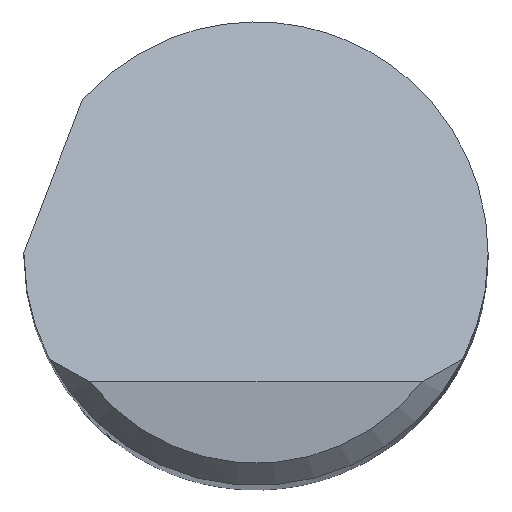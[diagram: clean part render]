
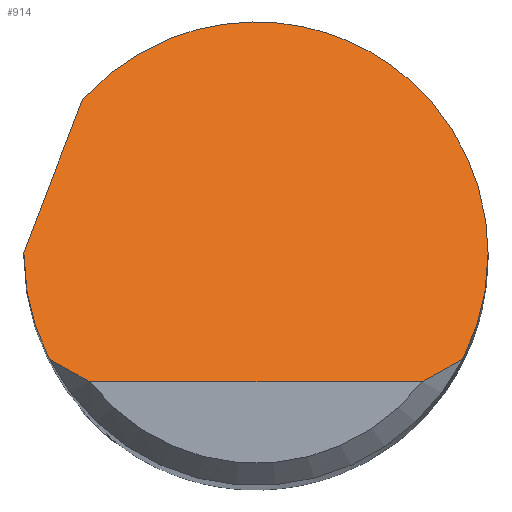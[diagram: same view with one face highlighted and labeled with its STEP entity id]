
A CAD part, top view. The second image highlights one B-rep face of the part: STEP entity #914.
In plain terms, the highlighted planar face has unit normal (0, 0.707, 0.707).
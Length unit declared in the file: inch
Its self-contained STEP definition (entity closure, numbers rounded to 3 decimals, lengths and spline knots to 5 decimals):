
#10 =( BOUNDED_CURVE ( )  B_SPLINE_CURVE ( 3, ( #624, #559, #853, #340 ),
 .UNSPECIFIED., .F., .T. ) 
 B_SPLINE_CURVE_WITH_KNOTS ( ( 4, 4 ),
 ( 5.4382, 7.85398 ),
 .UNSPECIFIED. ) 
 CURVE ( )  GEOMETRIC_REPRESENTATION_ITEM ( )  RATIONAL_B_SPLINE_CURVE ( ( 1., 0.57, 0.57, 1. ) ) 
 REPRESENTATION_ITEM ( '' )  );
#13 = ORIENTED_EDGE ( 'NONE', *, *, #508, .F. ) ;
#24 = CARTESIAN_POINT ( 'NONE',  ( -0.15625, 0.001, 1.91275 ) ) ;
#30 = DIRECTION ( 'NONE',  ( 0., 0.707, -0.707 ) ) ;
#31 = CARTESIAN_POINT ( 'NONE',  ( -0.13906, -0.07125, 1.985 ) ) ;
#35 = B_SPLINE_CURVE_WITH_KNOTS ( 'NONE', 3,
 ( #235, #672, #528, #769 ),
 .UNSPECIFIED., .F., .F.,
 ( 4, 4 ),
 ( 0., 0.00088 ),
 .UNSPECIFIED. ) ;
#37 = CARTESIAN_POINT ( 'NONE',  ( -0.15625, -0.08625, 2. ) ) ;
#48 = CARTESIAN_POINT ( 'NONE',  ( -0.18741, -0.08028, 1.99403 ) ) ;
#53 = VECTOR ( 'NONE', #177, 39.37008 ) ;
#56 = EDGE_CURVE ( 'NONE', #474, #277, #75, .T. ) ;
#61 = ORIENTED_EDGE ( 'NONE', *, *, #179, .T. ) ;
#68 = EDGE_CURVE ( 'NONE', #806, #222, #35, .T. ) ;
#75 =( BOUNDED_CURVE ( )  B_SPLINE_CURVE ( 3, ( #31, #170, #533, #905 ),
 .UNSPECIFIED., .F., .T. ) 
 B_SPLINE_CURVE_WITH_KNOTS ( ( 4, 4 ),
 ( 4.23889, 4.71239 ),
 .UNSPECIFIED. ) 
 CURVE ( )  GEOMETRIC_REPRESENTATION_ITEM ( )  RATIONAL_B_SPLINE_CURVE ( ( 1., 0.981, 0.981, 1. ) ) 
 REPRESENTATION_ITEM ( '' )  );
#86 = ORIENTED_EDGE ( 'NONE', *, *, #56, .F. ) ;
#125 = CARTESIAN_POINT ( 'NONE',  ( 0., -0.08625, 2. ) ) ;
#136 = ORIENTED_EDGE ( 'NONE', *, *, #226, .F. ) ;
#156 = VERTEX_POINT ( 'NONE', #180 ) ;
#170 = CARTESIAN_POINT ( 'NONE',  ( -0.15041, -0.04909, 1.96284 ) ) ;
#177 = DIRECTION ( 'NONE',  ( 0.262, 0.682, -0.682 ) ) ;
#179 = EDGE_CURVE ( 'NONE', #474, #444, #329, .T. ) ;
#180 = CARTESIAN_POINT ( 'NONE',  ( -0.11687, 0.10371, 1.81004 ) ) ;
#221 = PLANE ( 'NONE',  #687 ) ;
#222 = VERTEX_POINT ( 'NONE', #782 ) ;
#226 = EDGE_CURVE ( 'NONE', #156, #641, #10, .T. ) ;
#235 = CARTESIAN_POINT ( 'NONE',  ( 0.11186, -0.08625, 2. ) ) ;
#238 = EDGE_CURVE ( 'NONE', #444, #806, #776, .T. ) ;
#251 = CARTESIAN_POINT ( 'NONE',  ( 0.15625, 0., 1.91375 ) ) ;
#254 = CARTESIAN_POINT ( 'NONE',  ( 0.15625, -0.02489, 1.93864 ) ) ;
#277 = VERTEX_POINT ( 'NONE', #493 ) ;
#285 = CARTESIAN_POINT ( 'NONE',  ( -0.15625, 0.001, 1.91275 ) ) ;
#313 = LINE ( 'NONE', #48, #53 ) ;
#329 = B_SPLINE_CURVE_WITH_KNOTS ( 'NONE', 3,
 ( #621, #415, #714, #567 ),
 .UNSPECIFIED., .F., .F.,
 ( 4, 4 ),
 ( 0., 0.00088 ),
 .UNSPECIFIED. ) ;
#340 = CARTESIAN_POINT ( 'NONE',  ( 0.15625, 0., 1.91375 ) ) ;
#352 = ORIENTED_EDGE ( 'NONE', *, *, #68, .T. ) ;
#359 =( BOUNDED_CURVE ( )  B_SPLINE_CURVE ( 3, ( #251, #254, #471, #861 ),
 .UNSPECIFIED., .F., .T. ) 
 B_SPLINE_CURVE_WITH_KNOTS ( ( 4, 4 ),
 ( 1.5708, 2.04429 ),
 .UNSPECIFIED. ) 
 CURVE ( )  GEOMETRIC_REPRESENTATION_ITEM ( )  RATIONAL_B_SPLINE_CURVE ( ( 1., 0.981, 0.981, 1. ) ) 
 REPRESENTATION_ITEM ( '' )  );
#375 = FACE_OUTER_BOUND ( 'NONE', #590, .T. ) ;
#405 = DIRECTION ( 'NONE',  ( 1., 0., 0. ) ) ;
#411 = ORIENTED_EDGE ( 'NONE', *, *, #932, .F. ) ;
#415 = CARTESIAN_POINT ( 'NONE',  ( -0.13035, -0.07657, 1.99032 ) ) ;
#444 = VERTEX_POINT ( 'NONE', #661 ) ;
#448 = CARTESIAN_POINT ( 'NONE',  ( -0.15625, 0., 1.91375 ) ) ;
#462 = ORIENTED_EDGE ( 'NONE', *, *, #680, .F. ) ;
#471 = CARTESIAN_POINT ( 'NONE',  ( 0.15041, -0.04909, 1.96284 ) ) ;
#474 = VERTEX_POINT ( 'NONE', #821 ) ;
#493 = CARTESIAN_POINT ( 'NONE',  ( -0.15625, 0., 1.91375 ) ) ;
#508 = EDGE_CURVE ( 'NONE', #641, #222, #359, .T. ) ;
#528 = CARTESIAN_POINT ( 'NONE',  ( 0.13035, -0.07657, 1.99032 ) ) ;
#533 = CARTESIAN_POINT ( 'NONE',  ( -0.15625, -0.02489, 1.93864 ) ) ;
#550 = CARTESIAN_POINT ( 'NONE',  ( 0.15625, 0., 1.91375 ) ) ;
#559 = CARTESIAN_POINT ( 'NONE',  ( -0.00347, 0.2315, 1.68225 ) ) ;
#567 = CARTESIAN_POINT ( 'NONE',  ( -0.11186, -0.08625, 2. ) ) ;
#568 = VECTOR ( 'NONE', #405, 39.37008 ) ;
#590 = EDGE_LOOP ( 'NONE', ( #695, #352, #13, #136, #462, #411, #86, #61 ) ) ;
#621 = CARTESIAN_POINT ( 'NONE',  ( -0.13906, -0.07125, 1.985 ) ) ;
#624 = CARTESIAN_POINT ( 'NONE',  ( -0.11687, 0.10371, 1.81004 ) ) ;
#641 = VERTEX_POINT ( 'NONE', #550 ) ;
#659 = CARTESIAN_POINT ( 'NONE',  ( -0.15625, 0.00033, 1.91342 ) ) ;
#661 = CARTESIAN_POINT ( 'NONE',  ( -0.11186, -0.08625, 2. ) ) ;
#672 = CARTESIAN_POINT ( 'NONE',  ( 0.12131, -0.0816, 1.99535 ) ) ;
#680 = EDGE_CURVE ( 'NONE', #778, #156, #313, .T. ) ;
#687 = AXIS2_PLACEMENT_3D ( 'NONE', #37, #739, #30 ) ;
#695 = ORIENTED_EDGE ( 'NONE', *, *, #238, .T. ) ;
#714 = CARTESIAN_POINT ( 'NONE',  ( -0.12131, -0.0816, 1.99535 ) ) ;
#739 = DIRECTION ( 'NONE',  ( 0., -0.707, -0.707 ) ) ;
#769 = CARTESIAN_POINT ( 'NONE',  ( 0.13906, -0.07125, 1.985 ) ) ;
#776 = LINE ( 'NONE', #125, #568 ) ;
#778 = VERTEX_POINT ( 'NONE', #285 ) ;
#782 = CARTESIAN_POINT ( 'NONE',  ( 0.13906, -0.07125, 1.985 ) ) ;
#806 = VERTEX_POINT ( 'NONE', #934 ) ;
#817 =( BOUNDED_CURVE ( )  B_SPLINE_CURVE ( 3, ( #448, #659, #904, #24 ),
 .UNSPECIFIED., .F., .F. ) 
 B_SPLINE_CURVE_WITH_KNOTS ( ( 4, 4 ),
 ( 4.71239, 4.71879 ),
 .UNSPECIFIED. ) 
 CURVE ( )  GEOMETRIC_REPRESENTATION_ITEM ( )  RATIONAL_B_SPLINE_CURVE ( ( 1., 1., 1., 1. ) ) 
 REPRESENTATION_ITEM ( '' )  );
#821 = CARTESIAN_POINT ( 'NONE',  ( -0.13906, -0.07125, 1.985 ) ) ;
#853 = CARTESIAN_POINT ( 'NONE',  ( 0.15625, 0.17085, 1.7429 ) ) ;
#861 = CARTESIAN_POINT ( 'NONE',  ( 0.13906, -0.07125, 1.985 ) ) ;
#904 = CARTESIAN_POINT ( 'NONE',  ( -0.15625, 0.00067, 1.91308 ) ) ;
#905 = CARTESIAN_POINT ( 'NONE',  ( -0.15625, 0., 1.91375 ) ) ;
#914 = ADVANCED_FACE ( 'NONE', ( #375 ), #221, .F. ) ;
#932 = EDGE_CURVE ( 'NONE', #277, #778, #817, .T. ) ;
#934 = CARTESIAN_POINT ( 'NONE',  ( 0.11186, -0.08625, 2. ) ) ;
